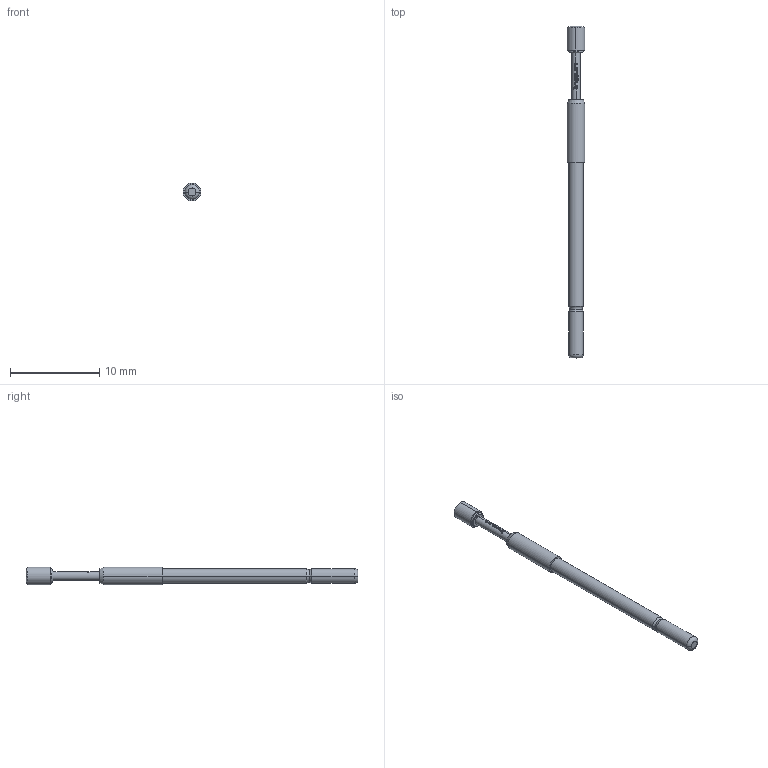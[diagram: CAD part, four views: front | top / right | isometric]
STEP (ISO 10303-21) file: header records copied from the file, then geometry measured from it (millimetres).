
FILE_DESCRIPTION (( 'STEP AP203' ), '1' );
FILE_NAME ('INGUN_HSS-118_305_200_S_xx07.STEP', '2022-02-02T09:58:19', ( 'ochi' ), ( '' ), 'SwSTEP 2.0', 'SolidWorks 2018', '' );
FILE_SCHEMA (( 'CONFIG_CONTROL_DESIGN' ));
Length unit declared in the file: millimetre
Products named in the file (1): INGUN_HSS-118_305_200_S_xx07
Bounding box: 2 x 37.3 x 2 mm (x, y, z)
Volume: 81.5 mm3; surface area: 201.3 mm2
Topology: 1 solids, 1 shells, 110 faces, 298 edges, 195 vertices
Faces by surface type: plane 45, cylinder 31, bspline 22, torus 6, cone 4, sphere 2
Entity records: 4507 total; most frequent: CARTESIAN_POINT 2128, ORIENTED_EDGE 596, EDGE_CURVE 298, DIRECTION 296, B_SPLINE_CURVE_WITH_KNOTS 222, VERTEX_POINT 195, AXIS2_PLACEMENT_3D 131, EDGE_LOOP 115
